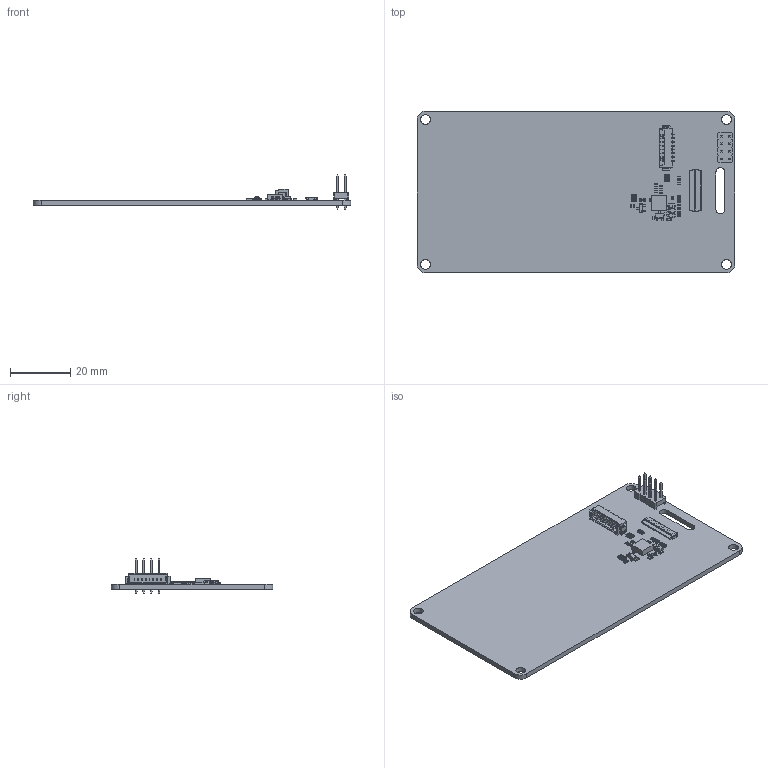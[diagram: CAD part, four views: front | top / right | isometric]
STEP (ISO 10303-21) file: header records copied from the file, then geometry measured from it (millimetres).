
FILE_DESCRIPTION(('Open CASCADE Model'),'2;1');
FILE_NAME('Open CASCADE Shape Model','2025-07-30T11:18:04',('Author'),( 'Open CASCADE'),'Open CASCADE STEP processor 7.5','Open CASCADE 7.5' ,'Unknown');
FILE_SCHEMA(('AUTOMOTIVE_DESIGN { 1 0 10303 214 1 1 1 1 }'));
Length unit declared in the file: millimetre
Products named in the file (90): PCB; Board; Open CASCADE STEP translator 7.5 1.1.1; SB5; R0603; 6699546560; Extruded; SB4; SB3; SB2; SB1; P1; pin_header_awl254-dg-g08d; J2; CONN-SMD_8P-P1.25_HANBO_WAFER-125W-8A_RGB15724527; zzsw-CN1.step; CONN-SMD_HC-1.25-8PWT.step; COMPOUND.step; U1; User Library-SOT23-3; R9; 6608421008; Mid_Body; Terminal; Open CASCADE STEP translator 6.8 20.2.1; Mark; R8; R7; R6; R5; R4; R3; R2; 6608421408; Open CASCADE STEP translator 6.8 21.2.1; R1; 6608419968; Q1; 6608419808; Body ...
Assembly tree (121 placements, depth 6):
  PCB
    Board
      Open CASCADE STEP translator 7.5 1.1.1
    SB5
      R0603
      6699546560
        Extruded
    SB4
      R0603
      6699546560
        Extruded
    SB3
      R0603
      6699546560
        Extruded
    SB2
      R0603
      6699546560
        Extruded
    SB1
      R0603
      6699546560
        Extruded
    P1
      pin_header_awl254-dg-g08d
    J2
      CONN-SMD_8P-P1.25_HANBO_WAFER-125W-8A_RGB15724527
        zzsw-CN1.step
          CONN-SMD_HC-1.25-8PWT.step
            COMPOUND.step
    U1
      User Library-SOT23-3
    R9
      6608421008
        Mid_Body
        Terminal  x2
          Open CASCADE STEP translator 6.8 20.2.1
        Mark
    R8
      6608421008
        Mid_Body
        Terminal  x2
          Open CASCADE STEP translator 6.8 20.2.1
        Mark
    R7
      6608421008
        Mid_Body
        Terminal  x2
          Open CASCADE STEP translator 6.8 20.2.1
        Mark
    R6
      6608421008
        Mid_Body
        Terminal  x2
          Open CASCADE STEP translator 6.8 20.2.1
        Mark
    R5
      6608421008
        Mid_Body
        Terminal  x2
Bounding box: 105.79 x 53.8 x 11.5 mm (x, y, z)
Volume: 9833.4 mm3; surface area: 13222.6 mm2
Topology: 131 solids, 131 shells, 3043 faces, 7586 edges, 4756 vertices
Faces by surface type: plane 2107, cylinder 489, bspline 325, sphere 122
Full cylindrical faces by diameter (mm): 0.812 x8, 3.2 x4
Entity records: 63990 total; most frequent: CARTESIAN_POINT 15264, ORIENTED_EDGE 9244, DIRECTION 8253, EDGE_CURVE 4622, LINE 3819, VECTOR 3819, VERTEX_POINT 2964, AXIS2_PLACEMENT_3D 2217
